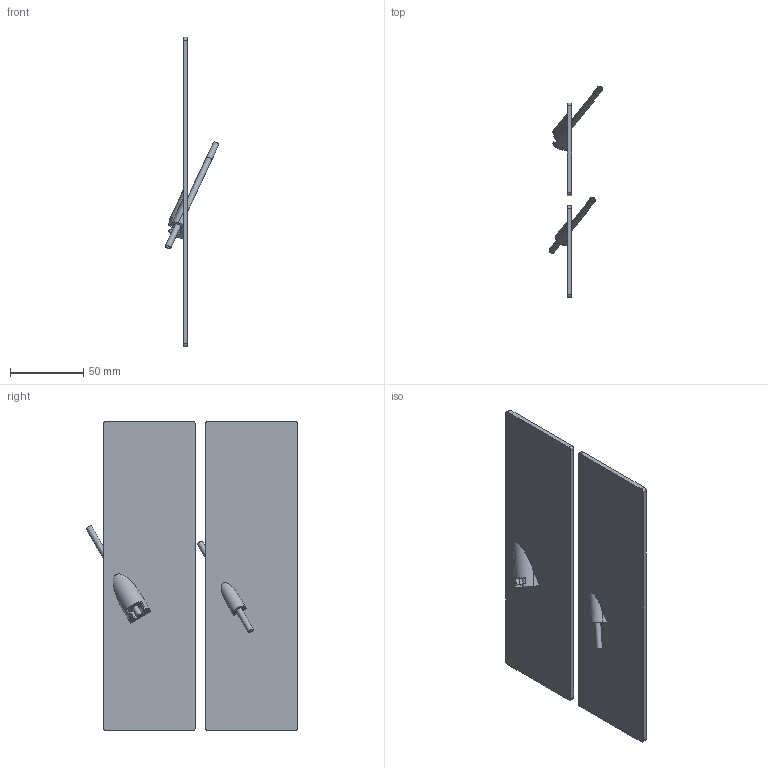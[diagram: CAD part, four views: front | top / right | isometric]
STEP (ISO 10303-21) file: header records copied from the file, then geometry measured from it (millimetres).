
FILE_DESCRIPTION(/* description */ (''),/* implementation_level */ '2;1');
FILE_NAME(/* name */ 'V0_Upper_Rear_Bowden_Inlet.step',/* time_stamp */ '2023-04-11T12:08:07-04:00',/* author */ (''),/* organization */ (''),/* preprocessor_version */ 'ST-DEVELOPER v19.2',/* originating_system */ 'Autodesk Translation Framework v12.4.0.73',/* authorisation */ '');
FILE_SCHEMA (('AUTOMOTIVE_DESIGN { 1 0 10303 214 3 1 1 }'));
Length unit declared in the file: millimetre
Products named in the file (5): (Unsaved); Upper_Rear_Bowden_Inlet; Reverse Bowden Tube; Upper_Rear_Bowden_Inlet_No_Fitting; Reverse Bowden Tube (1)
Assembly tree (4 placements, depth 3):
  (Unsaved)
    Upper_Rear_Bowden_Inlet
      Reverse Bowden Tube
    Upper_Rear_Bowden_Inlet_No_Fitting
      Reverse Bowden Tube (1)
Bounding box: 36.67 x 144.59 x 212 mm (x, y, z)
Volume: 82932.1 mm3; surface area: 61023.1 mm2
Topology: 4 solids, 4 shells, 53 faces, 126 edges, 83 vertices
Faces by surface type: plane 28, cylinder 22, bspline 2, cone 1
Full cylindrical faces by diameter (mm): 3 x2, 4 x2, 4.4 x2
Entity records: 2446 total; most frequent: CARTESIAN_POINT 1031, DIRECTION 289, ORIENTED_EDGE 252, EDGE_CURVE 126, AXIS2_PLACEMENT_3D 107, VERTEX_POINT 83, LINE 75, VECTOR 75
